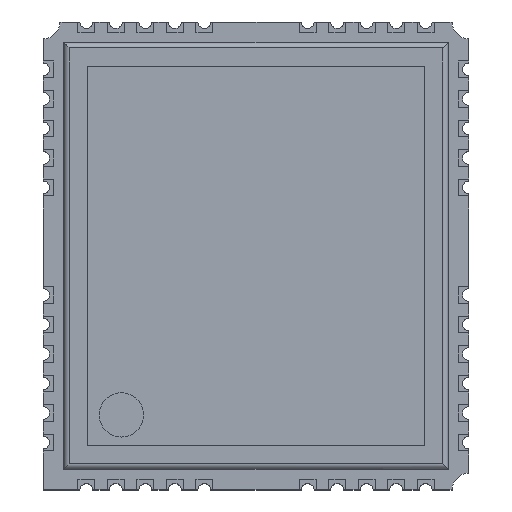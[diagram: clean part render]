
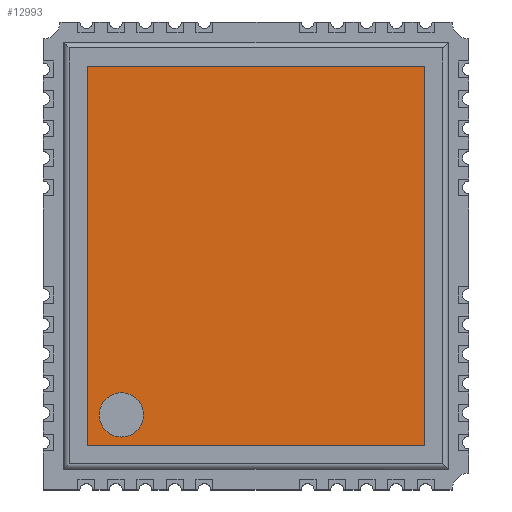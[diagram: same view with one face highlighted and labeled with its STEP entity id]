
A CAD part, top view. The second image highlights one B-rep face of the part: STEP entity #12993.
In plain terms, the highlighted planar face has unit normal (0, 0, 1).
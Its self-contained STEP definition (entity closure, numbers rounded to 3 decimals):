
#677 = CARTESIAN_POINT ( 'NONE',  ( -5.335, -7.542, 2.5 ) ) ;
#762 = DIRECTION ( 'NONE',  ( 1., 0., 0. ) ) ;
#869 = CARTESIAN_POINT ( 'NONE',  ( -7.438, -7.542, 2.5 ) ) ;
#1032 = FACE_OUTER_BOUND ( 'NONE', #7242, .T. ) ;
#1262 = DIRECTION ( 'NONE',  ( 1., 0., 0. ) ) ;
#1287 = ORIENTED_EDGE ( 'NONE', *, *, #10068, .F. ) ;
#1413 = DIRECTION ( 'NONE',  ( 0., 0., 1. ) ) ;
#1433 = VERTEX_POINT ( 'NONE', #13104 ) ;
#1936 = CARTESIAN_POINT ( 'NONE',  ( -6.386, -7.542, 2.5 ) ) ;
#2227 = LINE ( 'NONE', #7164, #13252 ) ;
#2453 = CARTESIAN_POINT ( 'NONE',  ( 0., 9., 2.5 ) ) ;
#2677 = VECTOR ( 'NONE', #3703, 1000. ) ;
#2788 = EDGE_CURVE ( 'NONE', #1433, #5073, #9861, .T. ) ;
#2894 = AXIS2_PLACEMENT_3D ( 'NONE', #6347, #1413, #6181 ) ;
#3020 = AXIS2_PLACEMENT_3D ( 'NONE', #3960, #15157, #13806 ) ;
#3264 = ORIENTED_EDGE ( 'NONE', *, *, #7663, .T. ) ;
#3703 = DIRECTION ( 'NONE',  ( -1., 0., 0. ) ) ;
#3817 = ORIENTED_EDGE ( 'NONE', *, *, #2788, .F. ) ;
#3960 = CARTESIAN_POINT ( 'NONE',  ( -6.386, -7.542, 2.5 ) ) ;
#4017 = EDGE_CURVE ( 'NONE', #5073, #4300, #5913, .T. ) ;
#4300 = VERTEX_POINT ( 'NONE', #8100 ) ;
#4778 = EDGE_CURVE ( 'NONE', #14051, #6197, #9827, .T. ) ;
#4990 = CARTESIAN_POINT ( 'NONE',  ( -8., 9., 2.5 ) ) ;
#5073 = VERTEX_POINT ( 'NONE', #5824 ) ;
#5237 = ORIENTED_EDGE ( 'NONE', *, *, #4778, .T. ) ;
#5786 = FACE_BOUND ( 'NONE', #8985, .T. ) ;
#5824 = CARTESIAN_POINT ( 'NONE',  ( 8., -9., 2.5 ) ) ;
#5913 = LINE ( 'NONE', #14587, #2677 ) ;
#6181 = DIRECTION ( 'NONE',  ( 1., 0., 0. ) ) ;
#6197 = VERTEX_POINT ( 'NONE', #869 ) ;
#6347 = CARTESIAN_POINT ( 'NONE',  ( 0., 0., 2.5 ) ) ;
#6618 = CIRCLE ( 'NONE', #12172, 1.051 ) ;
#7164 = CARTESIAN_POINT ( 'NONE',  ( -8., 0., 2.5 ) ) ;
#7242 = EDGE_LOOP ( 'NONE', ( #3817, #14918, #1287, #10780 ) ) ;
#7508 = DIRECTION ( 'NONE',  ( 0., -1., 0. ) ) ;
#7663 = EDGE_CURVE ( 'NONE', #6197, #14051, #6618, .T. ) ;
#8100 = CARTESIAN_POINT ( 'NONE',  ( -8., -9., 2.5 ) ) ;
#8985 = EDGE_LOOP ( 'NONE', ( #5237, #3264 ) ) ;
#9488 = EDGE_CURVE ( 'NONE', #15652, #1433, #9670, .T. ) ;
#9670 = LINE ( 'NONE', #2453, #15109 ) ;
#9827 = CIRCLE ( 'NONE', #3020, 1.051 ) ;
#9861 = LINE ( 'NONE', #14722, #11790 ) ;
#10068 = EDGE_CURVE ( 'NONE', #4300, #15652, #2227, .T. ) ;
#10195 = DIRECTION ( 'NONE',  ( 0., 0., -1. ) ) ;
#10780 = ORIENTED_EDGE ( 'NONE', *, *, #4017, .F. ) ;
#11790 = VECTOR ( 'NONE', #7508, 1000. ) ;
#12172 = AXIS2_PLACEMENT_3D ( 'NONE', #1936, #10195, #762 ) ;
#12960 = DIRECTION ( 'NONE',  ( 0., 1., 0. ) ) ;
#12993 = ADVANCED_FACE ( 'NONE', ( #1032, #5786 ), #14151, .T. ) ;
#13104 = CARTESIAN_POINT ( 'NONE',  ( 8., 9., 2.5 ) ) ;
#13252 = VECTOR ( 'NONE', #12960, 1000. ) ;
#13806 = DIRECTION ( 'NONE',  ( 1., 0., 0. ) ) ;
#14051 = VERTEX_POINT ( 'NONE', #677 ) ;
#14151 = PLANE ( 'NONE',  #2894 ) ;
#14587 = CARTESIAN_POINT ( 'NONE',  ( 0., -9., 2.5 ) ) ;
#14722 = CARTESIAN_POINT ( 'NONE',  ( 8., 0., 2.5 ) ) ;
#14918 = ORIENTED_EDGE ( 'NONE', *, *, #9488, .F. ) ;
#15109 = VECTOR ( 'NONE', #1262, 1000. ) ;
#15157 = DIRECTION ( 'NONE',  ( 0., 0., -1. ) ) ;
#15652 = VERTEX_POINT ( 'NONE', #4990 ) ;
